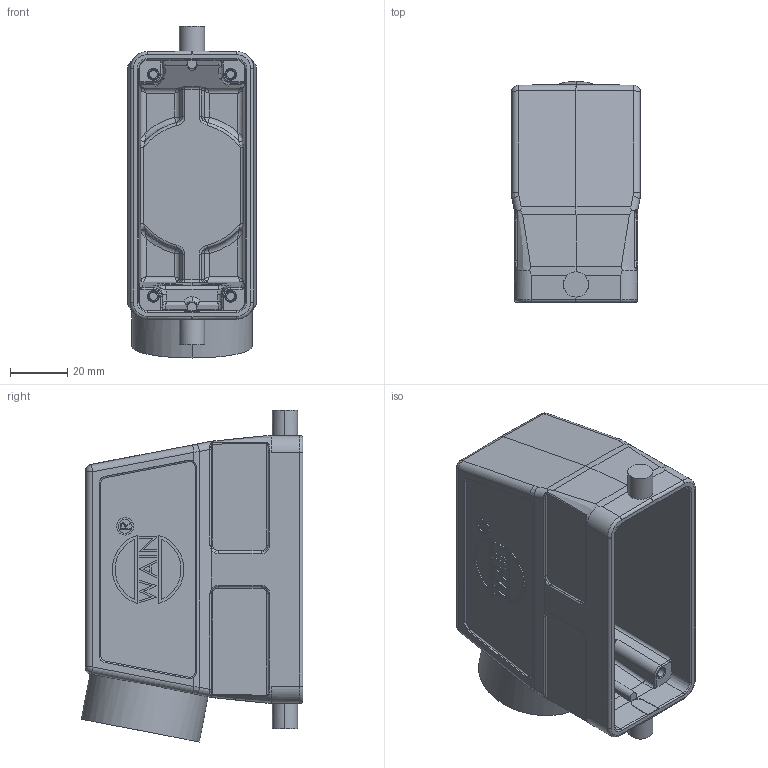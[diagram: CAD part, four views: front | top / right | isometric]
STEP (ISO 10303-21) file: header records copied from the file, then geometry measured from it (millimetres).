
FILE_DESCRIPTION((''),'2;1');
FILE_NAME('H16B-SEH-2B-PG21','2019-03-12T',('sh.ye'),(''),'PRO/ENGINEER BY PARAMETRIC TECHNOLOGY CORPORATION, 2015240','PRO/ENGINEER BY PARAMETRIC TECHNOLOGY CORPORATION, 2015240','');
FILE_SCHEMA(('AUTOMOTIVE_DESIGN { 1 0 10303 214 1 1 1 1 }'));
Length unit declared in the file: millimetre
Products named in the file (1): H16B-SEH-2B-PG21
Bounding box: 45 x 77.31 x 115.91 mm (x, y, z)
Volume: 91501.5 mm3; surface area: 46824.8 mm2
Topology: 1 solids, 1 shells, 633 faces, 1570 edges, 951 vertices
Faces by surface type: plane 237, cylinder 184, bspline 113, torus 51, cone 30, extrusion 10, sphere 8
Entity records: 25913 total; most frequent: CARTESIAN_POINT 11871, ORIENTED_EDGE 3092, DIRECTION 2605, EDGE_CURVE 1546, VERTEX_POINT 951, AXIS2_PLACEMENT_3D 919, VECTOR 767, LINE 757
